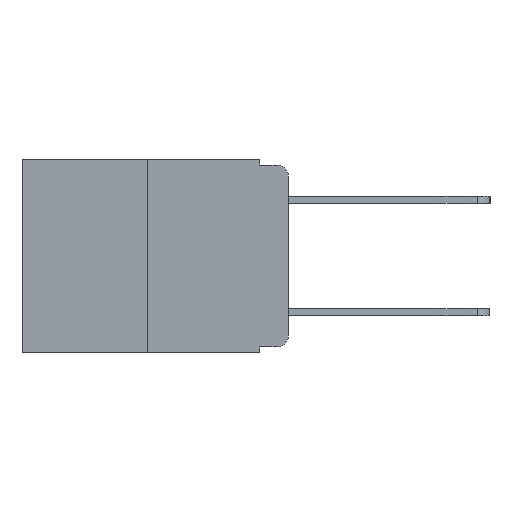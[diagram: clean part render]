
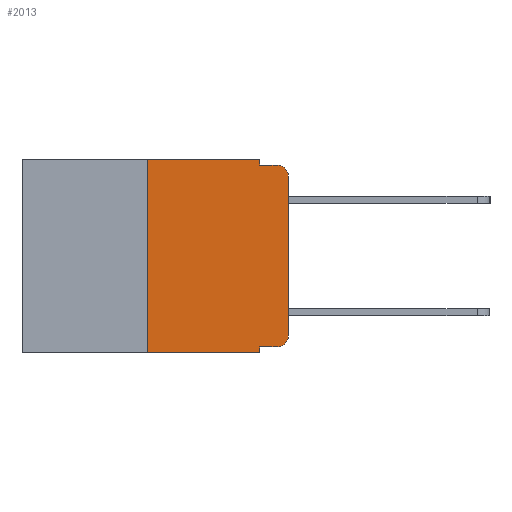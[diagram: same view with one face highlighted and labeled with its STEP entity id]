
A CAD part, left-side view. The second image highlights one B-rep face of the part: STEP entity #2013.
In plain terms, the highlighted planar face has unit normal (-1, 0, 0).
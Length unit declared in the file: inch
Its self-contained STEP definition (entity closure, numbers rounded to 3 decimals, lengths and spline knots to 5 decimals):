
#63 = LINE ( 'NONE', #6344, #1630 ) ;
#481 = CARTESIAN_POINT ( 'NONE',  ( 0., 0.25, 0. ) ) ;
#587 = DIRECTION ( 'NONE',  ( 0., -1., 0. ) ) ;
#619 = DIRECTION ( 'NONE',  ( 0., 0., -1. ) ) ;
#880 = LINE ( 'NONE', #7423, #8145 ) ;
#901 = CARTESIAN_POINT ( 'NONE',  ( 0., 0.051, -0.333 ) ) ;
#1125 = EDGE_CURVE ( 'NONE', #4665, #7357, #880, .T. ) ;
#1532 = ORIENTED_EDGE ( 'NONE', *, *, #10620, .T. ) ;
#1602 = VERTEX_POINT ( 'NONE', #9855 ) ;
#1630 = VECTOR ( 'NONE', #587, 39.37008 ) ;
#1903 = CIRCLE ( 'NONE', #5381, 0.02 ) ;
#2013 = ADVANCED_FACE ( 'NONE', ( #7985 ), #2448, .F. ) ;
#2096 = ORIENTED_EDGE ( 'NONE', *, *, #11593, .T. ) ;
#2175 = AXIS2_PLACEMENT_3D ( 'NONE', #2539, #8974, #3543 ) ;
#2314 = VECTOR ( 'NONE', #9341, 39.37008 ) ;
#2448 = PLANE ( 'NONE',  #8994 ) ;
#2539 = CARTESIAN_POINT ( 'NONE',  ( 0., 0.02, -0.03 ) ) ;
#2659 = VECTOR ( 'NONE', #5426, 39.37008 ) ;
#2798 = CARTESIAN_POINT ( 'NONE',  ( 0., 0.02, -0.313 ) ) ;
#2810 = LINE ( 'NONE', #901, #7160 ) ;
#2819 = CARTESIAN_POINT ( 'NONE',  ( 0., 0.473, -0.343 ) ) ;
#3071 = EDGE_CURVE ( 'NONE', #9155, #7357, #6973, .T. ) ;
#3431 = CARTESIAN_POINT ( 'NONE',  ( 0., 0.051, 0. ) ) ;
#3527 = DIRECTION ( 'NONE',  ( 0., -1., 0. ) ) ;
#3543 = DIRECTION ( 'NONE',  ( 0., 0., -1. ) ) ;
#3555 = DIRECTION ( 'NONE',  ( 0., 0., 1. ) ) ;
#3800 = DIRECTION ( 'NONE',  ( 0., 0., -1. ) ) ;
#3925 = VERTEX_POINT ( 'NONE', #7903 ) ;
#3943 = VERTEX_POINT ( 'NONE', #11413 ) ;
#4130 = ORIENTED_EDGE ( 'NONE', *, *, #8081, .F. ) ;
#4288 = EDGE_CURVE ( 'NONE', #1602, #4928, #7806, .T. ) ;
#4591 = ORIENTED_EDGE ( 'NONE', *, *, #1125, .F. ) ;
#4610 = DIRECTION ( 'NONE',  ( 1., 0., 0. ) ) ;
#4665 = VERTEX_POINT ( 'NONE', #10338 ) ;
#4928 = VERTEX_POINT ( 'NONE', #3431 ) ;
#4950 = DIRECTION ( 'NONE',  ( 0., 0., -1. ) ) ;
#5044 = EDGE_CURVE ( 'NONE', #9155, #1602, #7035, .T. ) ;
#5227 = VERTEX_POINT ( 'NONE', #6488 ) ;
#5381 = AXIS2_PLACEMENT_3D ( 'NONE', #2798, #9202, #3800 ) ;
#5426 = DIRECTION ( 'NONE',  ( 0., 0., 1. ) ) ;
#5452 = ORIENTED_EDGE ( 'NONE', *, *, #11831, .T. ) ;
#5527 = ORIENTED_EDGE ( 'NONE', *, *, #10393, .T. ) ;
#6108 = ORIENTED_EDGE ( 'NONE', *, *, #4288, .F. ) ;
#6125 = ORIENTED_EDGE ( 'NONE', *, *, #3071, .T. ) ;
#6344 = CARTESIAN_POINT ( 'NONE',  ( 0., 0.051, -0.01 ) ) ;
#6488 = CARTESIAN_POINT ( 'NONE',  ( 0., 0.02, -0.333 ) ) ;
#6568 = CARTESIAN_POINT ( 'NONE',  ( 0., 0.473, 0. ) ) ;
#6771 = VERTEX_POINT ( 'NONE', #10786 ) ;
#6852 = EDGE_CURVE ( 'NONE', #4928, #3943, #9355, .T. ) ;
#6973 = LINE ( 'NONE', #2819, #11674 ) ;
#7035 = LINE ( 'NONE', #481, #9131 ) ;
#7160 = VECTOR ( 'NONE', #11079, 39.37008 ) ;
#7239 = CARTESIAN_POINT ( 'NONE',  ( 0., 0., 0. ) ) ;
#7357 = VERTEX_POINT ( 'NONE', #7868 ) ;
#7419 = ORIENTED_EDGE ( 'NONE', *, *, #6852, .F. ) ;
#7423 = CARTESIAN_POINT ( 'NONE',  ( 0., 0.051, 0. ) ) ;
#7522 = VECTOR ( 'NONE', #3527, 39.37008 ) ;
#7598 = LINE ( 'NONE', #7239, #2659 ) ;
#7806 = LINE ( 'NONE', #11562, #7522 ) ;
#7847 = ORIENTED_EDGE ( 'NONE', *, *, #5044, .F. ) ;
#7868 = CARTESIAN_POINT ( 'NONE',  ( 0., 0.051, -0.343 ) ) ;
#7903 = CARTESIAN_POINT ( 'NONE',  ( 0., 0.02, -0.01 ) ) ;
#7985 = FACE_OUTER_BOUND ( 'NONE', #8612, .T. ) ;
#8081 = EDGE_CURVE ( 'NONE', #3943, #3925, #63, .T. ) ;
#8145 = VECTOR ( 'NONE', #619, 39.37008 ) ;
#8475 = CARTESIAN_POINT ( 'NONE',  ( 0., 0.051, 0. ) ) ;
#8612 = EDGE_LOOP ( 'NONE', ( #2096, #5527, #4130, #7419, #6108, #7847, #6125, #4591, #5452, #1532 ) ) ;
#8768 = VERTEX_POINT ( 'NONE', #9963 ) ;
#8881 = CIRCLE ( 'NONE', #2175, 0.02 ) ;
#8974 = DIRECTION ( 'NONE',  ( -1., 0., 0. ) ) ;
#8994 = AXIS2_PLACEMENT_3D ( 'NONE', #6568, #4610, #4950 ) ;
#9131 = VECTOR ( 'NONE', #3555, 39.37008 ) ;
#9155 = VERTEX_POINT ( 'NONE', #9547 ) ;
#9202 = DIRECTION ( 'NONE',  ( -1., 0., 0. ) ) ;
#9221 = DIRECTION ( 'NONE',  ( 0., -1., 0. ) ) ;
#9341 = DIRECTION ( 'NONE',  ( 0., 0., -1. ) ) ;
#9355 = LINE ( 'NONE', #8475, #2314 ) ;
#9547 = CARTESIAN_POINT ( 'NONE',  ( 0., 0.25, -0.343 ) ) ;
#9855 = CARTESIAN_POINT ( 'NONE',  ( 0., 0.25, 0. ) ) ;
#9963 = CARTESIAN_POINT ( 'NONE',  ( 0., 0., -0.03 ) ) ;
#10338 = CARTESIAN_POINT ( 'NONE',  ( 0., 0.051, -0.333 ) ) ;
#10393 = EDGE_CURVE ( 'NONE', #8768, #3925, #8881, .T. ) ;
#10620 = EDGE_CURVE ( 'NONE', #5227, #6771, #1903, .T. ) ;
#10786 = CARTESIAN_POINT ( 'NONE',  ( 0., 0., -0.313 ) ) ;
#11079 = DIRECTION ( 'NONE',  ( 0., -1., 0. ) ) ;
#11413 = CARTESIAN_POINT ( 'NONE',  ( 0., 0.051, -0.01 ) ) ;
#11562 = CARTESIAN_POINT ( 'NONE',  ( 0., 0.473, 0. ) ) ;
#11593 = EDGE_CURVE ( 'NONE', #6771, #8768, #7598, .T. ) ;
#11674 = VECTOR ( 'NONE', #9221, 39.37008 ) ;
#11831 = EDGE_CURVE ( 'NONE', #4665, #5227, #2810, .T. ) ;
